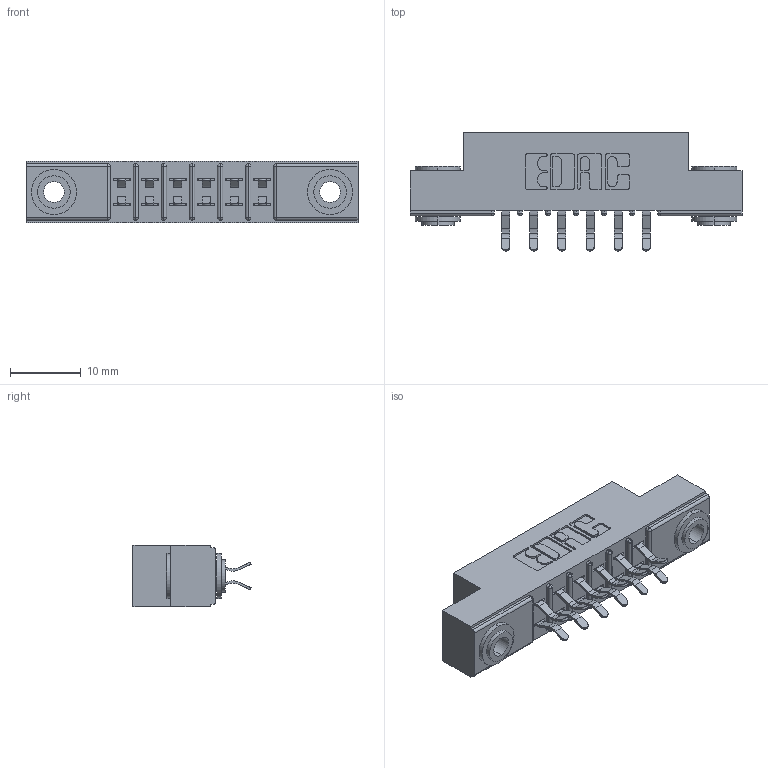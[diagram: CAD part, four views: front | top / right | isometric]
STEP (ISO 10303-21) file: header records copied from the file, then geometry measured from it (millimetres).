
FILE_DESCRIPTION (( 'STEP AP203' ), '1' );
FILE_NAME ('305-012-556-503.STEP', '2019-09-09T11:32:30', ( '' ), ( '' ), 'SwSTEP 2.0', 'SolidWorks 2016', '' );
FILE_SCHEMA (( 'CONFIG_CONTROL_DESIGN' ));
Length unit declared in the file: inch
Products named in the file (4): 305 Part_.156 Dia; 305-290-001_556; 345-250-002_345-250-002-102; 305-012-556-503
Assembly tree (15 placements, depth 2):
  305-012-556-503
    305 Part_.156 Dia
    305-290-001_556  x12
    345-250-002_345-250-002-102  x2
Bounding box: 46.79 x 16.64 x 8.71 mm (x, y, z)
Volume: 2866.3 mm3; surface area: 4936.1 mm2
Topology: 15 solids, 15 shells, 840 faces, 2366 edges, 1540 vertices
Faces by surface type: plane 464, cylinder 344, sphere 24, cone 8
Entity records: 12166 total; most frequent: CARTESIAN_POINT 1997, DIRECTION 1980, ORIENTED_EDGE 1968, EDGE_CURVE 984, LINE 742, VECTOR 742, VERTEX_POINT 636, AXIS2_PLACEMENT_3D 619
